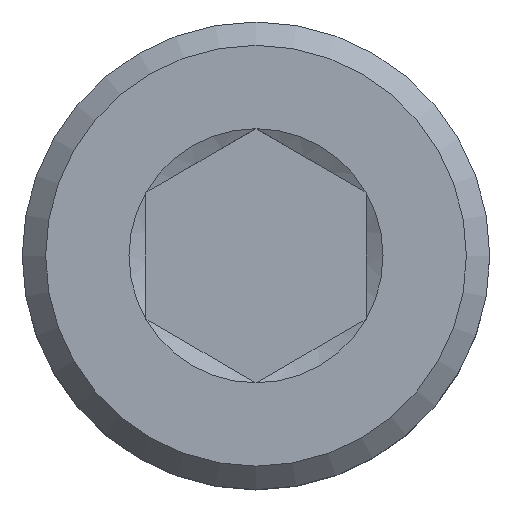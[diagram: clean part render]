
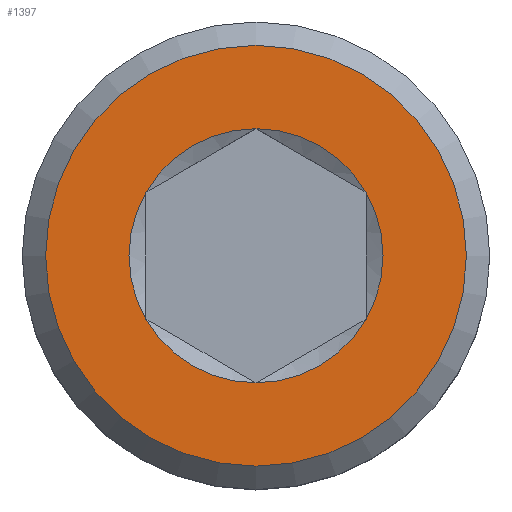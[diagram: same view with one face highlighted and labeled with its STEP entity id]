
A CAD part, top view. The second image highlights one B-rep face of the part: STEP entity #1397.
In plain terms, the highlighted planar face has unit normal (0, 0, 1).
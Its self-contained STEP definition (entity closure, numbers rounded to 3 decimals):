
#15=FACE_BOUND('',#259,.T.);
#24=PLANE('',#1508);
#178=FACE_OUTER_BOUND('',#258,.T.);
#258=EDGE_LOOP('',(#1253));
#259=EDGE_LOOP('',(#1254,#1255,#1256,#1257,#1258,#1259));
#275=CIRCLE('',#1487,3.825);
#276=CIRCLE('',#1489,2.309);
#277=CIRCLE('',#1499,2.309);
#278=CIRCLE('',#1501,2.309);
#279=CIRCLE('',#1503,2.309);
#280=CIRCLE('',#1505,2.309);
#281=CIRCLE('',#1507,2.309);
#611=VERTEX_POINT('',#5000);
#612=VERTEX_POINT('',#5004);
#613=VERTEX_POINT('',#5005);
#620=VERTEX_POINT('',#6984);
#621=VERTEX_POINT('',#6986);
#622=VERTEX_POINT('',#6992);
#623=VERTEX_POINT('',#6998);
#811=EDGE_CURVE('',#611,#611,#275,.T.);
#813=EDGE_CURVE('',#612,#613,#276,.T.);
#832=EDGE_CURVE('',#620,#621,#277,.T.);
#833=EDGE_CURVE('',#621,#622,#278,.T.);
#834=EDGE_CURVE('',#622,#623,#279,.T.);
#835=EDGE_CURVE('',#623,#612,#280,.T.);
#836=EDGE_CURVE('',#613,#620,#281,.T.);
#1253=ORIENTED_EDGE('',*,*,#811,.T.);
#1254=ORIENTED_EDGE('',*,*,#836,.F.);
#1255=ORIENTED_EDGE('',*,*,#813,.F.);
#1256=ORIENTED_EDGE('',*,*,#835,.F.);
#1257=ORIENTED_EDGE('',*,*,#834,.F.);
#1258=ORIENTED_EDGE('',*,*,#833,.F.);
#1259=ORIENTED_EDGE('',*,*,#832,.F.);
#1397=ADVANCED_FACE('',(#178,#15),#24,.T.);
#1487=AXIS2_PLACEMENT_3D('',#5002,#1719,#1720);
#1489=AXIS2_PLACEMENT_3D('',#5009,#1723,#1724);
#1499=AXIS2_PLACEMENT_3D('',#7015,#1755,#1756);
#1501=AXIS2_PLACEMENT_3D('',#7017,#1759,#1760);
#1503=AXIS2_PLACEMENT_3D('',#7019,#1763,#1764);
#1505=AXIS2_PLACEMENT_3D('',#7021,#1767,#1768);
#1507=AXIS2_PLACEMENT_3D('',#7023,#1771,#1772);
#1508=AXIS2_PLACEMENT_3D('',#7024,#1773,#1774);
#1719=DIRECTION('center_axis',(0.,0.,1.));
#1720=DIRECTION('ref_axis',(1.,0.,0.));
#1723=DIRECTION('center_axis',(0.,0.,1.));
#1724=DIRECTION('ref_axis',(1.,0.,0.));
#1755=DIRECTION('center_axis',(0.,0.,1.));
#1756=DIRECTION('ref_axis',(1.,0.,0.));
#1759=DIRECTION('center_axis',(0.,0.,1.));
#1760=DIRECTION('ref_axis',(1.,0.,0.));
#1763=DIRECTION('center_axis',(0.,0.,1.));
#1764=DIRECTION('ref_axis',(1.,0.,0.));
#1767=DIRECTION('center_axis',(0.,0.,1.));
#1768=DIRECTION('ref_axis',(1.,0.,0.));
#1771=DIRECTION('center_axis',(0.,0.,1.));
#1772=DIRECTION('ref_axis',(1.,0.,0.));
#1773=DIRECTION('center_axis',(0.,0.,1.));
#1774=DIRECTION('ref_axis',(1.,0.,0.));
#5000=CARTESIAN_POINT('',(3.825,0.,20.));
#5002=CARTESIAN_POINT('Origin',(0.,0.,20.));
#5004=CARTESIAN_POINT('',(2.,-1.155,20.));
#5005=CARTESIAN_POINT('',(2.,1.155,20.));
#5009=CARTESIAN_POINT('Origin',(0.,0.,20.));
#6984=CARTESIAN_POINT('',(0.,2.309,20.));
#6986=CARTESIAN_POINT('',(-2.,1.155,20.));
#6992=CARTESIAN_POINT('',(-2.,-1.155,20.));
#6998=CARTESIAN_POINT('',(0.,-2.309,20.));
#7015=CARTESIAN_POINT('Origin',(0.,0.,20.));
#7017=CARTESIAN_POINT('Origin',(0.,0.,20.));
#7019=CARTESIAN_POINT('Origin',(0.,0.,20.));
#7021=CARTESIAN_POINT('Origin',(0.,0.,20.));
#7023=CARTESIAN_POINT('Origin',(0.,0.,20.));
#7024=CARTESIAN_POINT('Origin',(0.,4.25,20.));
